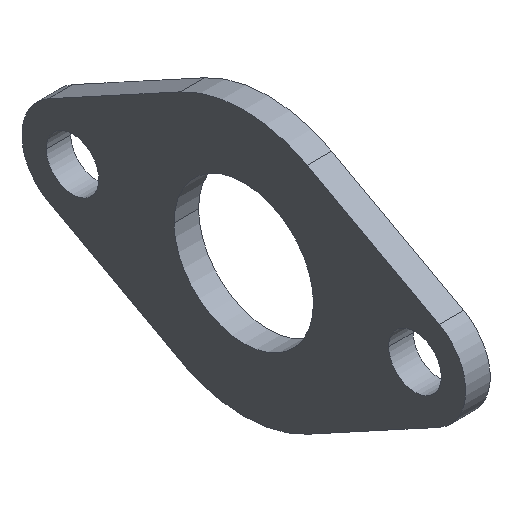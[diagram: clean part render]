
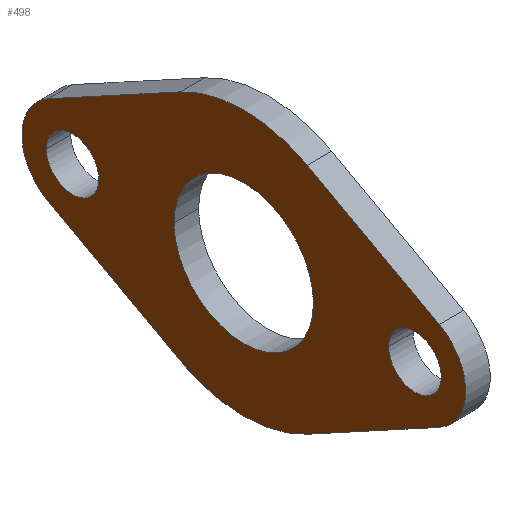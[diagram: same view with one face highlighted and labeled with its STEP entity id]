
A CAD part, isometric view. The second image highlights one B-rep face of the part: STEP entity #498.
In plain terms, the highlighted planar face has unit normal (-1, 0, 0).
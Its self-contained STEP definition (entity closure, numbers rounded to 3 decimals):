
#61=CARTESIAN_POINT('Vertex',(0.,5.193,9.527)) ;
#66=CARTESIAN_POINT('Axis2P3D Location',(0.,0.,0.)) ;
#70=CARTESIAN_POINT('Vertex',(0.,-5.193,9.527)) ;
#97=CARTESIAN_POINT('Line Origine',(0.,-10.589,6.585)) ;
#101=CARTESIAN_POINT('Vertex',(0.,-15.986,3.644)) ;
#128=CARTESIAN_POINT('Axis2P3D Location',(0.,-14.,0.)) ;
#132=CARTESIAN_POINT('Vertex',(0.,-15.986,-3.644)) ;
#159=CARTESIAN_POINT('Line Origine',(0.,-10.589,-6.585)) ;
#163=CARTESIAN_POINT('Vertex',(0.,-5.193,-9.527)) ;
#190=CARTESIAN_POINT('Axis2P3D Location',(0.,0.,0.)) ;
#194=CARTESIAN_POINT('Vertex',(0.,5.193,-9.527)) ;
#221=CARTESIAN_POINT('Line Origine',(0.,10.589,-6.585)) ;
#225=CARTESIAN_POINT('Vertex',(0.,15.986,-3.644)) ;
#252=CARTESIAN_POINT('Axis2P3D Location',(0.,14.,0.)) ;
#256=CARTESIAN_POINT('Vertex',(0.,15.986,3.644)) ;
#283=CARTESIAN_POINT('Line Origine',(0.,10.589,6.585)) ;
#318=CARTESIAN_POINT('Vertex',(0.,5.7,0.)) ;
#321=CARTESIAN_POINT('Axis2P3D Location',(0.,0.,0.)) ;
#325=CARTESIAN_POINT('Vertex',(0.,-5.7,0.)) ;
#345=CARTESIAN_POINT('Axis2P3D Location',(0.,0.,0.)) ;
#375=CARTESIAN_POINT('Vertex',(0.,-11.85,0.)) ;
#378=CARTESIAN_POINT('Axis2P3D Location',(0.,-14.,0.)) ;
#382=CARTESIAN_POINT('Vertex',(0.,-16.15,0.)) ;
#402=CARTESIAN_POINT('Axis2P3D Location',(0.,-14.,0.)) ;
#432=CARTESIAN_POINT('Vertex',(0.,11.85,0.)) ;
#435=CARTESIAN_POINT('Axis2P3D Location',(0.,14.,0.)) ;
#439=CARTESIAN_POINT('Vertex',(0.,16.15,0.)) ;
#459=CARTESIAN_POINT('Axis2P3D Location',(0.,14.,0.)) ;
#471=CARTESIAN_POINT('Axis2P3D Location',(0.,0.,0.)) ;
#67=DIRECTION('Axis2P3D Direction',(1.,0.,0.)) ;
#98=DIRECTION('Vector Direction',(0.,0.878,0.479)) ;
#129=DIRECTION('Axis2P3D Direction',(1.,0.,0.)) ;
#160=DIRECTION('Vector Direction',(0.,0.878,-0.479)) ;
#191=DIRECTION('Axis2P3D Direction',(1.,0.,0.)) ;
#222=DIRECTION('Vector Direction',(0.,-0.878,-0.479)) ;
#253=DIRECTION('Axis2P3D Direction',(1.,0.,0.)) ;
#284=DIRECTION('Vector Direction',(0.,-0.878,0.479)) ;
#322=DIRECTION('Axis2P3D Direction',(1.,0.,0.)) ;
#346=DIRECTION('Axis2P3D Direction',(1.,0.,0.)) ;
#379=DIRECTION('Axis2P3D Direction',(1.,0.,0.)) ;
#403=DIRECTION('Axis2P3D Direction',(1.,0.,0.)) ;
#436=DIRECTION('Axis2P3D Direction',(1.,0.,0.)) ;
#460=DIRECTION('Axis2P3D Direction',(1.,0.,0.)) ;
#472=DIRECTION('Axis2P3D Direction',(1.,0.,0.)) ;
#473=DIRECTION('Axis2P3D XDirection',(0.,1.,0.)) ;
#68=AXIS2_PLACEMENT_3D('Circle Axis2P3D',#66,#67,$) ;
#130=AXIS2_PLACEMENT_3D('Circle Axis2P3D',#128,#129,$) ;
#192=AXIS2_PLACEMENT_3D('Circle Axis2P3D',#190,#191,$) ;
#254=AXIS2_PLACEMENT_3D('Circle Axis2P3D',#252,#253,$) ;
#323=AXIS2_PLACEMENT_3D('Circle Axis2P3D',#321,#322,$) ;
#347=AXIS2_PLACEMENT_3D('Circle Axis2P3D',#345,#346,$) ;
#380=AXIS2_PLACEMENT_3D('Circle Axis2P3D',#378,#379,$) ;
#404=AXIS2_PLACEMENT_3D('Circle Axis2P3D',#402,#403,$) ;
#437=AXIS2_PLACEMENT_3D('Circle Axis2P3D',#435,#436,$) ;
#461=AXIS2_PLACEMENT_3D('Circle Axis2P3D',#459,#460,$) ;
#474=AXIS2_PLACEMENT_3D('Plane Axis2P3D',#471,#472,#473) ;
#477=ORIENTED_EDGE('',*,*,#287,.F.) ;
#478=ORIENTED_EDGE('',*,*,#258,.F.) ;
#479=ORIENTED_EDGE('',*,*,#227,.F.) ;
#480=ORIENTED_EDGE('',*,*,#196,.F.) ;
#481=ORIENTED_EDGE('',*,*,#165,.F.) ;
#482=ORIENTED_EDGE('',*,*,#134,.F.) ;
#483=ORIENTED_EDGE('',*,*,#103,.F.) ;
#484=ORIENTED_EDGE('',*,*,#72,.F.) ;
#487=ORIENTED_EDGE('',*,*,#349,.T.) ;
#488=ORIENTED_EDGE('',*,*,#327,.T.) ;
#491=ORIENTED_EDGE('',*,*,#406,.T.) ;
#492=ORIENTED_EDGE('',*,*,#384,.T.) ;
#495=ORIENTED_EDGE('',*,*,#463,.T.) ;
#496=ORIENTED_EDGE('',*,*,#441,.T.) ;
#489=FACE_BOUND('',#486,.T.) ;
#493=FACE_BOUND('',#490,.T.) ;
#497=FACE_BOUND('',#494,.T.) ;
#99=VECTOR('Line Direction',#98,1.) ;
#161=VECTOR('Line Direction',#160,1.) ;
#223=VECTOR('Line Direction',#222,1.) ;
#285=VECTOR('Line Direction',#284,1.) ;
#498=ADVANCED_FACE('PartBody',(#485,#489,#493,#497),#475,.F.) ;
#69=CIRCLE('generated circle',#68,10.85) ;
#131=CIRCLE('generated circle',#130,4.15) ;
#193=CIRCLE('generated circle',#192,10.85) ;
#255=CIRCLE('generated circle',#254,4.15) ;
#324=CIRCLE('generated circle',#323,5.7) ;
#348=CIRCLE('generated circle',#347,5.7) ;
#381=CIRCLE('generated circle',#380,2.15) ;
#405=CIRCLE('generated circle',#404,2.15) ;
#438=CIRCLE('generated circle',#437,2.15) ;
#462=CIRCLE('generated circle',#461,2.15) ;
#72=EDGE_CURVE('',#62,#71,#69,.T.) ;
#103=EDGE_CURVE('',#71,#102,#100,.F.) ;
#134=EDGE_CURVE('',#102,#133,#131,.T.) ;
#165=EDGE_CURVE('',#133,#164,#162,.T.) ;
#196=EDGE_CURVE('',#164,#195,#193,.T.) ;
#227=EDGE_CURVE('',#195,#226,#224,.F.) ;
#258=EDGE_CURVE('',#226,#257,#255,.T.) ;
#287=EDGE_CURVE('',#257,#62,#286,.T.) ;
#327=EDGE_CURVE('',#326,#319,#324,.T.) ;
#349=EDGE_CURVE('',#319,#326,#348,.T.) ;
#384=EDGE_CURVE('',#383,#376,#381,.T.) ;
#406=EDGE_CURVE('',#376,#383,#405,.T.) ;
#441=EDGE_CURVE('',#440,#433,#438,.T.) ;
#463=EDGE_CURVE('',#433,#440,#462,.T.) ;
#476=EDGE_LOOP('',(#477,#478,#479,#480,#481,#482,#483,#484)) ;
#486=EDGE_LOOP('',(#487,#488)) ;
#490=EDGE_LOOP('',(#491,#492)) ;
#494=EDGE_LOOP('',(#495,#496)) ;
#485=FACE_OUTER_BOUND('',#476,.T.) ;
#100=LINE('Line',#97,#99) ;
#162=LINE('Line',#159,#161) ;
#224=LINE('Line',#221,#223) ;
#286=LINE('Line',#283,#285) ;
#475=PLANE('',#474) ;
#62=VERTEX_POINT('',#61) ;
#71=VERTEX_POINT('',#70) ;
#102=VERTEX_POINT('',#101) ;
#133=VERTEX_POINT('',#132) ;
#164=VERTEX_POINT('',#163) ;
#195=VERTEX_POINT('',#194) ;
#226=VERTEX_POINT('',#225) ;
#257=VERTEX_POINT('',#256) ;
#319=VERTEX_POINT('',#318) ;
#326=VERTEX_POINT('',#325) ;
#376=VERTEX_POINT('',#375) ;
#383=VERTEX_POINT('',#382) ;
#433=VERTEX_POINT('',#432) ;
#440=VERTEX_POINT('',#439) ;
